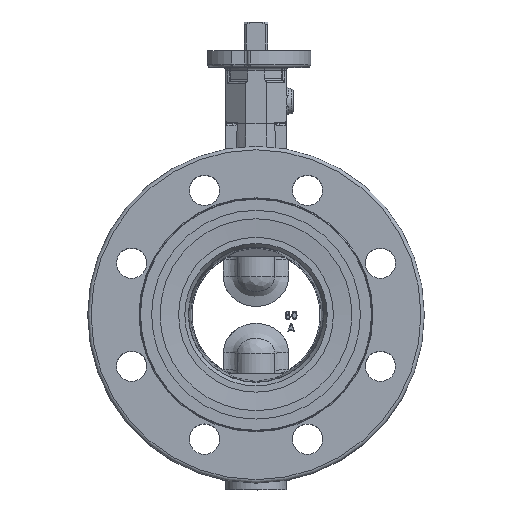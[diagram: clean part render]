
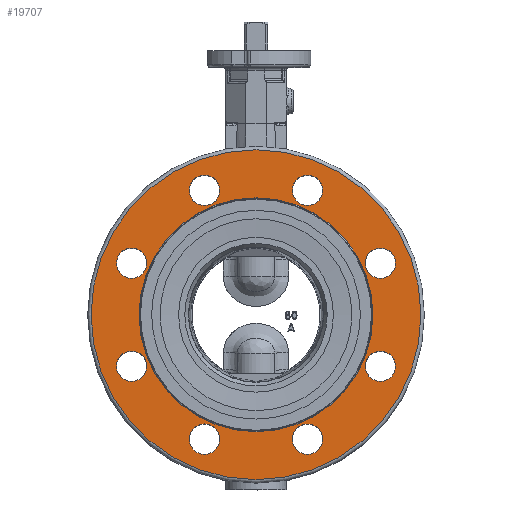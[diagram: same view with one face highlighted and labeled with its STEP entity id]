
A CAD part, top view. The second image highlights one B-rep face of the part: STEP entity #19707.
In plain terms, the highlighted planar face has unit normal (0, 0, 1).
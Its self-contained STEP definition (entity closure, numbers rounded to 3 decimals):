
#11683=CARTESIAN_POINT('',(98.0,0.,54.0));
#11684=VERTEX_POINT('',#11683);
#11685=CARTESIAN_POINT('',(0.0,0.0,54.0));
#11686=DIRECTION('',(0.0,0.0,-1.0));
#11687=DIRECTION('',(-1.0,0.0,0.0));
#11688=AXIS2_PLACEMENT_3D('',#11685,#11686,#11687);
#11689=CIRCLE('',#11688,98.0);
#11690=EDGE_CURVE('',#11684,#11684,#11689,.T.);
#19600=CARTESIAN_POINT('',(0.0,0.0,54.0));
#19601=DIRECTION('',(0.0,0.0,1.0));
#19602=DIRECTION('',(1.0,0.0,0.0));
#19603=AXIS2_PLACEMENT_3D('',#19600,#19601,#19602);
#19604=PLANE('',#19603);
#19605=ORIENTED_EDGE('',*,*,#11690,.F.);
#19606=EDGE_LOOP('',(#19605));
#19607=FACE_OUTER_BOUND('',#19606,.T.);
#19608=CARTESIAN_POINT('',(-24.251,80.274,54.0));
#19609=VERTEX_POINT('',#19608);
#19610=CARTESIAN_POINT('',(-30.615,73.91,54.0));
#19611=DIRECTION('',(0.0,0.0,-1.0));
#19612=DIRECTION('',(-0.707,-0.707,0.0));
#19613=AXIS2_PLACEMENT_3D('',#19610,#19611,#19612);
#19614=CIRCLE('',#19613,9.0);
#19615=EDGE_CURVE('',#19609,#19609,#19614,.T.);
#19616=ORIENTED_EDGE('',*,*,#19615,.T.);
#19617=EDGE_LOOP('',(#19616));
#19618=FACE_BOUND('',#19617,.T.);
#19619=CARTESIAN_POINT('',(-73.91,39.615,54.0));
#19620=VERTEX_POINT('',#19619);
#19621=CARTESIAN_POINT('',(-73.91,30.615,54.0));
#19622=DIRECTION('',(0.0,0.0,-1.0));
#19623=DIRECTION('',(0.0,-1.0,0.0));
#19624=AXIS2_PLACEMENT_3D('',#19621,#19622,#19623);
#19625=CIRCLE('',#19624,9.0);
#19626=EDGE_CURVE('',#19620,#19620,#19625,.T.);
#19627=ORIENTED_EDGE('',*,*,#19626,.T.);
#19628=EDGE_LOOP('',(#19627));
#19629=FACE_BOUND('',#19628,.T.);
#19630=CARTESIAN_POINT('',(-80.274,-24.251,54.));
#19631=VERTEX_POINT('',#19630);
#19632=CARTESIAN_POINT('',(-73.91,-30.615,54.0));
#19633=DIRECTION('',(0.0,0.0,-1.));
#19634=DIRECTION('',(0.707,-0.707,0.0));
#19635=AXIS2_PLACEMENT_3D('',#19632,#19633,#19634);
#19636=CIRCLE('',#19635,9.0);
#19637=EDGE_CURVE('',#19631,#19631,#19636,.T.);
#19638=ORIENTED_EDGE('',*,*,#19637,.T.);
#19639=EDGE_LOOP('',(#19638));
#19640=FACE_BOUND('',#19639,.T.);
#19641=CARTESIAN_POINT('',(-39.615,-73.91,54.0));
#19642=VERTEX_POINT('',#19641);
#19643=CARTESIAN_POINT('',(-30.615,-73.91,54.0));
#19644=DIRECTION('',(0.0,0.0,-1.0));
#19645=DIRECTION('',(1.0,0.0,0.0));
#19646=AXIS2_PLACEMENT_3D('',#19643,#19644,#19645);
#19647=CIRCLE('',#19646,9.0);
#19648=EDGE_CURVE('',#19642,#19642,#19647,.T.);
#19649=ORIENTED_EDGE('',*,*,#19648,.T.);
#19650=EDGE_LOOP('',(#19649));
#19651=FACE_BOUND('',#19650,.T.);
#19652=CARTESIAN_POINT('',(24.251,-80.274,54.0));
#19653=VERTEX_POINT('',#19652);
#19654=CARTESIAN_POINT('',(30.615,-73.91,54.0));
#19655=DIRECTION('',(0.0,0.0,-1.));
#19656=DIRECTION('',(0.707,0.707,0.0));
#19657=AXIS2_PLACEMENT_3D('',#19654,#19655,#19656);
#19658=CIRCLE('',#19657,9.0);
#19659=EDGE_CURVE('',#19653,#19653,#19658,.T.);
#19660=ORIENTED_EDGE('',*,*,#19659,.T.);
#19661=EDGE_LOOP('',(#19660));
#19662=FACE_BOUND('',#19661,.T.);
#19663=CARTESIAN_POINT('',(73.91,-39.615,54.0));
#19664=VERTEX_POINT('',#19663);
#19665=CARTESIAN_POINT('',(73.91,-30.615,54.0));
#19666=DIRECTION('',(0.0,0.0,-1.0));
#19667=DIRECTION('',(0.0,1.0,0.0));
#19668=AXIS2_PLACEMENT_3D('',#19665,#19666,#19667);
#19669=CIRCLE('',#19668,9.0);
#19670=EDGE_CURVE('',#19664,#19664,#19669,.T.);
#19671=ORIENTED_EDGE('',*,*,#19670,.T.);
#19672=EDGE_LOOP('',(#19671));
#19673=FACE_BOUND('',#19672,.T.);
#19674=CARTESIAN_POINT('',(80.274,24.251,54.0));
#19675=VERTEX_POINT('',#19674);
#19676=CARTESIAN_POINT('',(73.91,30.615,54.0));
#19677=DIRECTION('',(0.0,0.0,-1.0));
#19678=DIRECTION('',(-0.707,0.707,0.0));
#19679=AXIS2_PLACEMENT_3D('',#19676,#19677,#19678);
#19680=CIRCLE('',#19679,9.0);
#19681=EDGE_CURVE('',#19675,#19675,#19680,.T.);
#19682=ORIENTED_EDGE('',*,*,#19681,.T.);
#19683=EDGE_LOOP('',(#19682));
#19684=FACE_BOUND('',#19683,.T.);
#19685=CARTESIAN_POINT('',(39.615,73.91,54.0));
#19686=VERTEX_POINT('',#19685);
#19687=CARTESIAN_POINT('',(30.615,73.91,54.0));
#19688=DIRECTION('',(0.0,0.0,-1.0));
#19689=DIRECTION('',(-1.0,0.0,0.0));
#19690=AXIS2_PLACEMENT_3D('',#19687,#19688,#19689);
#19691=CIRCLE('',#19690,9.0);
#19692=EDGE_CURVE('',#19686,#19686,#19691,.T.);
#19693=ORIENTED_EDGE('',*,*,#19692,.T.);
#19694=EDGE_LOOP('',(#19693));
#19695=FACE_BOUND('',#19694,.T.);
#19696=CARTESIAN_POINT('',(-69.45,0.,54.0));
#19697=VERTEX_POINT('',#19696);
#19698=CARTESIAN_POINT('',(0.0,0.0,54.0));
#19699=DIRECTION('',(0.0,0.0,1.0));
#19700=DIRECTION('',(1.0,0.0,0.0));
#19701=AXIS2_PLACEMENT_3D('',#19698,#19699,#19700);
#19702=CIRCLE('',#19701,69.45);
#19703=EDGE_CURVE('',#19697,#19697,#19702,.T.);
#19704=ORIENTED_EDGE('',*,*,#19703,.F.);
#19705=EDGE_LOOP('',(#19704));
#19706=FACE_BOUND('',#19705,.T.);
#19707=ADVANCED_FACE('',(#19607,#19618,#19629,#19640,#19651,#19662,#19673,#19684,#19695,#19706),#19604,.T.);
